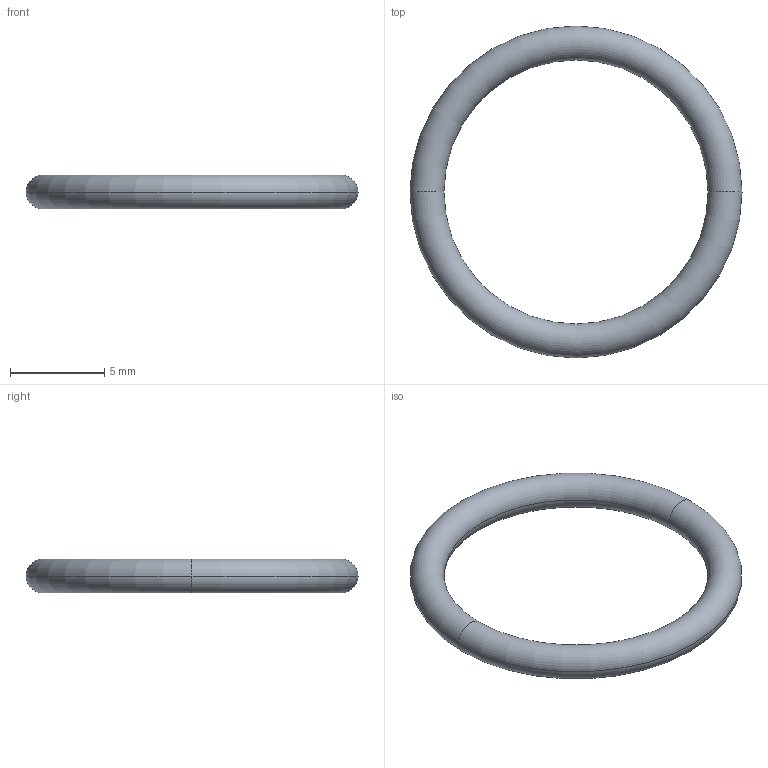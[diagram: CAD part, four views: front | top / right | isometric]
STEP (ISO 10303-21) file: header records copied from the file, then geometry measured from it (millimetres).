
FILE_DESCRIPTION (( 'STEP AP214' ), '1' );
FILE_NAME ('FMW34GG01_3D.step', '2024-09-23T17:02:05', ( '' ), ( '' ), 'SwSTEP 2.0', 'SolidWorks 2022', '' );
FILE_SCHEMA (( 'AUTOMOTIVE_DESIGN' ));
Length unit declared in the file: inch
Products named in the file (1): FMW34GG01_3D
Bounding box: 17.6 x 17.6 x 1.8 mm (x, y, z)
Volume: 126.3 mm3; surface area: 280.7 mm2
Topology: 1 solids, 1 shells, 4 faces, 8 edges, 4 vertices
Faces by surface type: torus 4
Entity records: 204 total; most frequent: DIRECTION 26, CARTESIAN_POINT 17, ORIENTED_EDGE 16, AXIS2_PLACEMENT_3D 13, CIRCLE 8, EDGE_CURVE 8, LENGTH_MEASURE_WITH_UNIT 7, DIMENSIONAL_EXPONENTS 7
